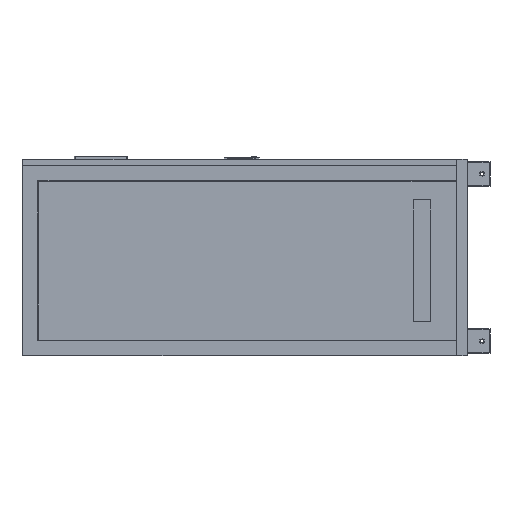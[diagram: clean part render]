
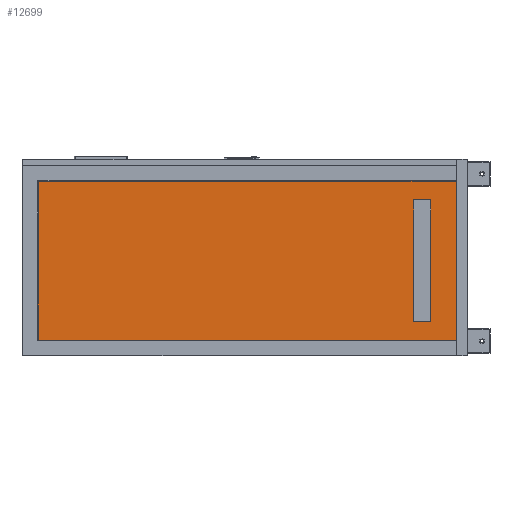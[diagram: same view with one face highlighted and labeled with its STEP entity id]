
A CAD part, left-side view. The second image highlights one B-rep face of the part: STEP entity #12699.
In plain terms, the highlighted planar face has unit normal (-1, 0, 0).
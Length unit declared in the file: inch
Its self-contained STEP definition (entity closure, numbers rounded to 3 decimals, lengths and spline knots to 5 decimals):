
#85 = EDGE_LOOP ( 'NONE', ( #3859, #3216, #12089, #10384 ) ) ;
#88 = DIRECTION ( 'NONE',  ( 0., 0., -1. ) ) ;
#263 = VECTOR ( 'NONE', #88, 39.37008 ) ;
#292 = DIRECTION ( 'NONE',  ( 0., 1., 0. ) ) ;
#452 = CARTESIAN_POINT ( 'NONE',  ( -27.65748, 6.88976, 9.73425 ) ) ;
#1021 = DIRECTION ( 'NONE',  ( 0., -1., 0. ) ) ;
#1039 = CARTESIAN_POINT ( 'NONE',  ( -27.65748, 4.13386, 9.73425 ) ) ;
#1258 = VECTOR ( 'NONE', #10258, 39.37008 ) ;
#1402 = CARTESIAN_POINT ( 'NONE',  ( -27.65748, 6.88976, -9.73425 ) ) ;
#1658 = VERTEX_POINT ( 'NONE', #1402 ) ;
#1818 = CARTESIAN_POINT ( 'NONE',  ( -27.65748, 66.92913, 12.71654 ) ) ;
#2136 = DIRECTION ( 'NONE',  ( 0., 0., -1. ) ) ;
#2203 = AXIS2_PLACEMENT_3D ( 'NONE', #5454, #3575, #8567 ) ;
#2441 = CARTESIAN_POINT ( 'NONE',  ( -27.65748, 66.92913, -12.71654 ) ) ;
#2711 = LINE ( 'NONE', #1039, #5084 ) ;
#2736 = VERTEX_POINT ( 'NONE', #10557 ) ;
#3198 = VECTOR ( 'NONE', #4255, 39.37008 ) ;
#3216 = ORIENTED_EDGE ( 'NONE', *, *, #8515, .T. ) ;
#3471 = LINE ( 'NONE', #6287, #7552 ) ;
#3575 = DIRECTION ( 'NONE',  ( 1., 0., 0. ) ) ;
#3859 = ORIENTED_EDGE ( 'NONE', *, *, #7956, .T. ) ;
#4089 = CARTESIAN_POINT ( 'NONE',  ( -27.65748, 0.07874, 12.71654 ) ) ;
#4255 = DIRECTION ( 'NONE',  ( 0., 1., 0. ) ) ;
#4459 = VERTEX_POINT ( 'NONE', #11114 ) ;
#4876 = DIRECTION ( 'NONE',  ( 0., 0., 1. ) ) ;
#5084 = VECTOR ( 'NONE', #2136, 39.37008 ) ;
#5109 = CARTESIAN_POINT ( 'NONE',  ( -27.65748, 0.07874, 12.71654 ) ) ;
#5359 = ORIENTED_EDGE ( 'NONE', *, *, #8831, .F. ) ;
#5454 = CARTESIAN_POINT ( 'NONE',  ( -27.65748, 69.44882, 15.23622 ) ) ;
#5852 = VECTOR ( 'NONE', #1021, 39.37008 ) ;
#5959 = ORIENTED_EDGE ( 'NONE', *, *, #8264, .F. ) ;
#6136 = EDGE_CURVE ( 'NONE', #7501, #6559, #8477, .T. ) ;
#6287 = CARTESIAN_POINT ( 'NONE',  ( -27.65748, 6.88976, -9.73425 ) ) ;
#6559 = VERTEX_POINT ( 'NONE', #4089 ) ;
#6820 = LINE ( 'NONE', #7055, #5852 ) ;
#6874 = LINE ( 'NONE', #5109, #263 ) ;
#7055 = CARTESIAN_POINT ( 'NONE',  ( -27.65748, 6.88976, 9.73425 ) ) ;
#7132 = CARTESIAN_POINT ( 'NONE',  ( -27.65748, 66.92913, -12.71654 ) ) ;
#7501 = VERTEX_POINT ( 'NONE', #11960 ) ;
#7552 = VECTOR ( 'NONE', #292, 39.37008 ) ;
#7717 = FACE_BOUND ( 'NONE', #85, .T. ) ;
#7747 = CARTESIAN_POINT ( 'NONE',  ( -27.65748, 6.88976, 9.73425 ) ) ;
#7956 = EDGE_CURVE ( 'NONE', #12284, #10070, #6820, .T. ) ;
#8025 = VECTOR ( 'NONE', #4876, 39.37008 ) ;
#8264 = EDGE_CURVE ( 'NONE', #4459, #8578, #8525, .T. ) ;
#8295 = EDGE_LOOP ( 'NONE', ( #12059, #5359, #5959, #12810 ) ) ;
#8477 = LINE ( 'NONE', #10107, #10810 ) ;
#8515 = EDGE_CURVE ( 'NONE', #10070, #2736, #2711, .T. ) ;
#8525 = LINE ( 'NONE', #7132, #3198 ) ;
#8567 = DIRECTION ( 'NONE',  ( 0., 0., -1. ) ) ;
#8578 = VERTEX_POINT ( 'NONE', #2441 ) ;
#8831 = EDGE_CURVE ( 'NONE', #8578, #7501, #10687, .T. ) ;
#8978 = EDGE_CURVE ( 'NONE', #1658, #12284, #9114, .T. ) ;
#9114 = LINE ( 'NONE', #452, #1258 ) ;
#9274 = FACE_OUTER_BOUND ( 'NONE', #8295, .T. ) ;
#9361 = EDGE_CURVE ( 'NONE', #2736, #1658, #3471, .T. ) ;
#10070 = VERTEX_POINT ( 'NONE', #12944 ) ;
#10107 = CARTESIAN_POINT ( 'NONE',  ( -27.65748, 66.92913, 12.71654 ) ) ;
#10258 = DIRECTION ( 'NONE',  ( 0., 0., 1. ) ) ;
#10384 = ORIENTED_EDGE ( 'NONE', *, *, #8978, .T. ) ;
#10557 = CARTESIAN_POINT ( 'NONE',  ( -27.65748, 4.13386, -9.73425 ) ) ;
#10687 = LINE ( 'NONE', #1818, #8025 ) ;
#10810 = VECTOR ( 'NONE', #11071, 39.37008 ) ;
#11071 = DIRECTION ( 'NONE',  ( 0., -1., 0. ) ) ;
#11114 = CARTESIAN_POINT ( 'NONE',  ( -27.65748, 0.07874, -12.71654 ) ) ;
#11165 = EDGE_CURVE ( 'NONE', #6559, #4459, #6874, .T. ) ;
#11960 = CARTESIAN_POINT ( 'NONE',  ( -27.65748, 66.92913, 12.71654 ) ) ;
#12059 = ORIENTED_EDGE ( 'NONE', *, *, #6136, .F. ) ;
#12089 = ORIENTED_EDGE ( 'NONE', *, *, #9361, .T. ) ;
#12284 = VERTEX_POINT ( 'NONE', #7747 ) ;
#12629 = PLANE ( 'NONE',  #2203 ) ;
#12699 = ADVANCED_FACE ( 'NONE', ( #9274, #7717 ), #12629, .F. ) ;
#12810 = ORIENTED_EDGE ( 'NONE', *, *, #11165, .F. ) ;
#12944 = CARTESIAN_POINT ( 'NONE',  ( -27.65748, 4.13386, 9.73425 ) ) ;
